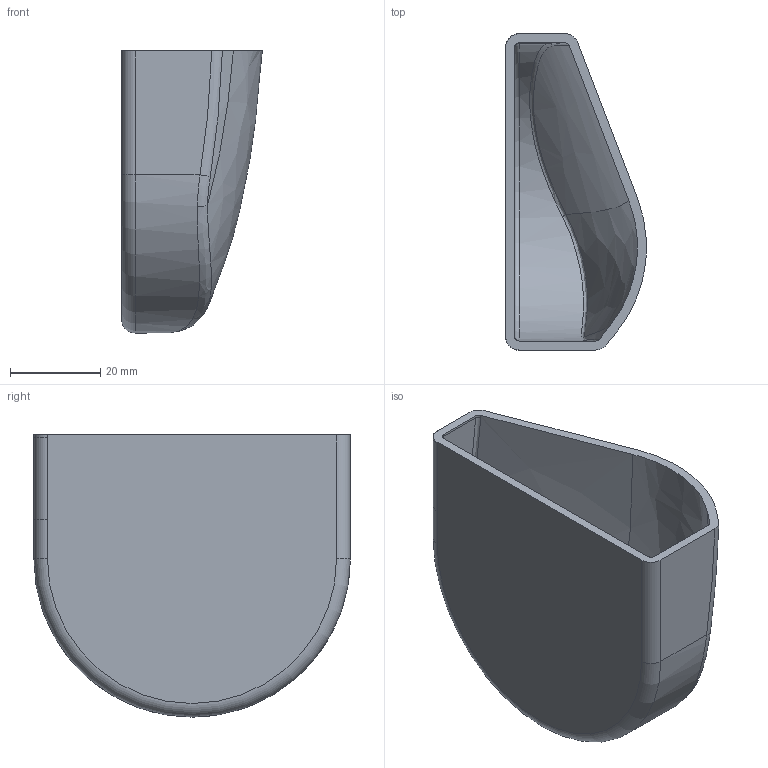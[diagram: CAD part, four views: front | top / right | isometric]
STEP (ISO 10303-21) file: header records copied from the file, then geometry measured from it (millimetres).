
FILE_DESCRIPTION(/* description */ (''),/* implementation_level */ '2;1');
FILE_NAME(/* name */ 'LSVE-Side Right Front.step',/* time_stamp */ '2020-10-28T09:09:35-05:00',/* author */ (''),/* organization */ (''),/* preprocessor_version */ 'ST-DEVELOPER v18.1',/* originating_system */ 'Autodesk Translation Framework v9.3.0.1241',/* authorisation */ '');
FILE_SCHEMA (('AUTOMOTIVE_DESIGN { 1 0 10303 214 3 1 1 }'));
Length unit declared in the file: millimetre
Products named in the file (1): LSVE-Side Right Front
Bounding box: 31.15 x 70 x 62.43 mm (x, y, z)
Volume: 19293.7 mm3; surface area: 19645.2 mm2
Topology: 1 solids, 1 shells, 43 faces, 100 edges, 60 vertices
Faces by surface type: bspline 20, cylinder 10, plane 9, torus 4
Entity records: 1919 total; most frequent: CARTESIAN_POINT 1052, ORIENTED_EDGE 200, DIRECTION 122, EDGE_CURVE 100, VERTEX_POINT 60, B_SPLINE_CURVE_WITH_KNOTS 50, AXIS2_PLACEMENT_3D 48, EDGE_LOOP 44
